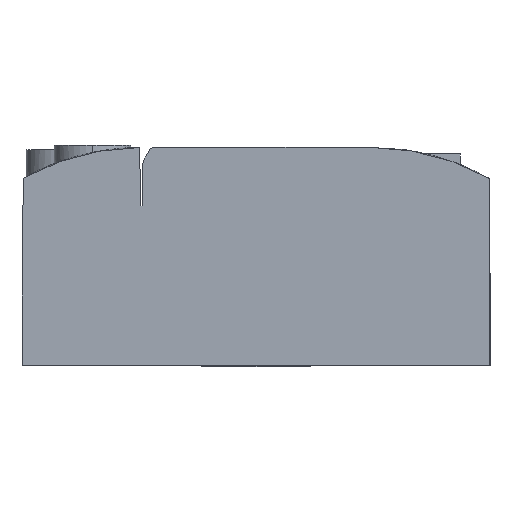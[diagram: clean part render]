
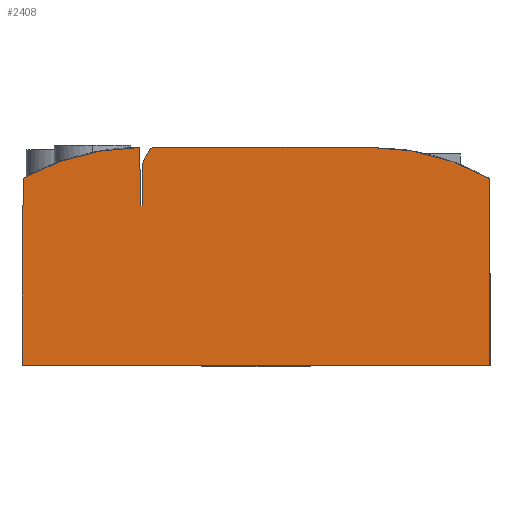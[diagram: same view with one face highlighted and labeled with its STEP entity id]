
A CAD part, left-side view. The second image highlights one B-rep face of the part: STEP entity #2408.
In plain terms, the highlighted planar face has unit normal (-1, 0, 0).
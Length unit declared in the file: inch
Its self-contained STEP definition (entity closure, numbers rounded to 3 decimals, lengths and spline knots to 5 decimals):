
#14 = EDGE_CURVE ( 'NONE', #3545, #373, #2447, .T. ) ;
#88 = AXIS2_PLACEMENT_3D ( 'NONE', #2458, #1140, #221 ) ;
#93 = VECTOR ( 'NONE', #616, 39.37008 ) ;
#110 = DIRECTION ( 'NONE',  ( 1., 0., 0. ) ) ;
#149 = CARTESIAN_POINT ( 'NONE',  ( -0.87598, 0.56287, -0.10067 ) ) ;
#195 = CARTESIAN_POINT ( 'NONE',  ( -0.87598, 1.14173, 0.7874 ) ) ;
#221 = DIRECTION ( 'NONE',  ( 0., 0., -1. ) ) ;
#240 = LINE ( 'NONE', #2652, #2820 ) ;
#255 = ORIENTED_EDGE ( 'NONE', *, *, #1595, .T. ) ;
#265 = CARTESIAN_POINT ( 'NONE',  ( -0.87598, 0.56783, 1.07058 ) ) ;
#283 = VECTOR ( 'NONE', #2197, 39.37008 ) ;
#328 = VECTOR ( 'NONE', #1260, 39.37008 ) ;
#373 = VERTEX_POINT ( 'NONE', #1106 ) ;
#405 = CIRCLE ( 'NONE', #3462, 0.01969 ) ;
#411 = EDGE_CURVE ( 'NONE', #1679, #861, #1510, .T. ) ;
#546 = DIRECTION ( 'NONE',  ( 0., 0., 1. ) ) ;
#594 = ORIENTED_EDGE ( 'NONE', *, *, #3255, .T. ) ;
#598 = ORIENTED_EDGE ( 'NONE', *, *, #14, .F. ) ;
#602 = CARTESIAN_POINT ( 'NONE',  ( -0.87598, -1.1316, 0.92358 ) ) ;
#616 = DIRECTION ( 'NONE',  ( 0., 0.017, -1. ) ) ;
#644 = CARTESIAN_POINT ( 'NONE',  ( -0.87598, -1.14173, 1.05118 ) ) ;
#660 = CARTESIAN_POINT ( 'NONE',  ( -0.87598, 1.13691, 0.7874 ) ) ;
#861 = VERTEX_POINT ( 'NONE', #265 ) ;
#918 = DIRECTION ( 'NONE',  ( 1., 0., 0. ) ) ;
#933 = DIRECTION ( 'NONE',  ( 0., 0., 1. ) ) ;
#970 = ORIENTED_EDGE ( 'NONE', *, *, #3567, .T. ) ;
#983 = ORIENTED_EDGE ( 'NONE', *, *, #3945, .F. ) ;
#1007 = CARTESIAN_POINT ( 'NONE',  ( -0.87598, 0.51752, 1.06119 ) ) ;
#1061 = VERTEX_POINT ( 'NONE', #195 ) ;
#1065 = DIRECTION ( 'NONE',  ( 0., 0., 1. ) ) ;
#1073 = ORIENTED_EDGE ( 'NONE', *, *, #411, .F. ) ;
#1089 = EDGE_CURVE ( 'NONE', #1061, #2488, #3678, .T. ) ;
#1106 = CARTESIAN_POINT ( 'NONE',  ( -0.87598, -1.14173, 0.00787 ) ) ;
#1134 = DIRECTION ( 'NONE',  ( 0., 0., 1. ) ) ;
#1140 = DIRECTION ( 'NONE',  ( 1., 0., 0. ) ) ;
#1141 = VECTOR ( 'NONE', #1995, 39.37008 ) ;
#1146 = LINE ( 'NONE', #3319, #1714 ) ;
#1195 = CIRCLE ( 'NONE', #1584, 0.01969 ) ;
#1222 = LINE ( 'NONE', #2702, #1141 ) ;
#1224 = PLANE ( 'NONE',  #88 ) ;
#1225 = CARTESIAN_POINT ( 'NONE',  ( -0.87598, 1.14173, 0.00787 ) ) ;
#1260 = DIRECTION ( 'NONE',  ( 0., 0., -1. ) ) ;
#1396 = EDGE_CURVE ( 'NONE', #3786, #3545, #1195, .T. ) ;
#1510 = CIRCLE ( 'NONE', #2740, 1.17126 ) ;
#1530 = CIRCLE ( 'NONE', #3985, 0.01969 ) ;
#1531 = DIRECTION ( 'NONE',  ( 0., 0.509, -0.861 ) ) ;
#1584 = AXIS2_PLACEMENT_3D ( 'NONE', #1963, #110, #2018 ) ;
#1585 = LINE ( 'NONE', #3170, #283 ) ;
#1595 = EDGE_CURVE ( 'NONE', #3364, #3818, #1146, .T. ) ;
#1679 = VERTEX_POINT ( 'NONE', #3281 ) ;
#1710 = EDGE_CURVE ( 'NONE', #1061, #3026, #1585, .T. ) ;
#1714 = VECTOR ( 'NONE', #3560, 39.37008 ) ;
#1782 = ORIENTED_EDGE ( 'NONE', *, *, #1396, .F. ) ;
#1846 = ORIENTED_EDGE ( 'NONE', *, *, #2972, .F. ) ;
#1866 = ORIENTED_EDGE ( 'NONE', *, *, #1710, .F. ) ;
#1963 = CARTESIAN_POINT ( 'NONE',  ( -0.87598, -1.12205, 0.90637 ) ) ;
#1984 = DIRECTION ( 'NONE',  ( 1., 0., 0. ) ) ;
#1988 = ORIENTED_EDGE ( 'NONE', *, *, #2484, .F. ) ;
#1995 = DIRECTION ( 'NONE',  ( 0., -1., 0. ) ) ;
#2015 = EDGE_CURVE ( 'NONE', #3364, #2312, #405, .T. ) ;
#2018 = DIRECTION ( 'NONE',  ( 0., 0., 1. ) ) ;
#2021 = EDGE_LOOP ( 'NONE', ( #2436, #3264, #255, #983, #594, #1073, #2198, #1866, #3844, #970, #598, #1782, #1846, #2220, #1988 ) ) ;
#2041 = CARTESIAN_POINT ( 'NONE',  ( -0.87598, 0.50058, 0.7874 ) ) ;
#2047 = DIRECTION ( 'NONE',  ( 0., 0., -1. ) ) ;
#2090 = CARTESIAN_POINT ( 'NONE',  ( -0.87598, 0.50058, 1.05118 ) ) ;
#2124 = CARTESIAN_POINT ( 'NONE',  ( -0.87598, 0.50058, 1.07087 ) ) ;
#2137 = FACE_OUTER_BOUND ( 'NONE', #2021, .T. ) ;
#2153 = CARTESIAN_POINT ( 'NONE',  ( -0.87598, 0.56289, 0.7874 ) ) ;
#2197 = DIRECTION ( 'NONE',  ( 0., -1., 0. ) ) ;
#2198 = ORIENTED_EDGE ( 'NONE', *, *, #2841, .T. ) ;
#2220 = ORIENTED_EDGE ( 'NONE', *, *, #2851, .T. ) ;
#2238 = VECTOR ( 'NONE', #1531, 39.37008 ) ;
#2245 = DIRECTION ( 'NONE',  ( 0., 1., 0. ) ) ;
#2312 = VERTEX_POINT ( 'NONE', #3375 ) ;
#2408 = ADVANCED_FACE ( 'NONE', ( #2137 ), #1224, .F. ) ;
#2413 = VERTEX_POINT ( 'NONE', #2153 ) ;
#2436 = ORIENTED_EDGE ( 'NONE', *, *, #2508, .T. ) ;
#2447 = LINE ( 'NONE', #644, #328 ) ;
#2458 = CARTESIAN_POINT ( 'NONE',  ( -0.87598, 0.50058, 1.05118 ) ) ;
#2484 = EDGE_CURVE ( 'NONE', #3827, #3352, #1530, .T. ) ;
#2486 = VECTOR ( 'NONE', #2047, 39.37008 ) ;
#2488 = VERTEX_POINT ( 'NONE', #1225 ) ;
#2501 = DIRECTION ( 'NONE',  ( 1., 0., 0. ) ) ;
#2508 = EDGE_CURVE ( 'NONE', #3827, #2312, #3070, .T. ) ;
#2652 = CARTESIAN_POINT ( 'NONE',  ( -0.87598, 0.56783, 1.07058 ) ) ;
#2702 = CARTESIAN_POINT ( 'NONE',  ( -0.87598, -1.14173, 0.00787 ) ) ;
#2740 = AXIS2_PLACEMENT_3D ( 'NONE', #149, #1984, #1065 ) ;
#2756 = CARTESIAN_POINT ( 'NONE',  ( -0.87598, 1.14173, 0.00787 ) ) ;
#2758 = CARTESIAN_POINT ( 'NONE',  ( -0.87598, -1.14173, 0.90637 ) ) ;
#2787 = VERTEX_POINT ( 'NONE', #3132 ) ;
#2816 = CARTESIAN_POINT ( 'NONE',  ( -0.87598, 0.5513, 0.99896 ) ) ;
#2820 = VECTOR ( 'NONE', #3939, 39.37008 ) ;
#2841 = EDGE_CURVE ( 'NONE', #1679, #3026, #4007, .T. ) ;
#2851 = EDGE_CURVE ( 'NONE', #2787, #3352, #3403, .T. ) ;
#2972 = EDGE_CURVE ( 'NONE', #2787, #3786, #3214, .T. ) ;
#3026 = VERTEX_POINT ( 'NONE', #660 ) ;
#3070 = LINE ( 'NONE', #3093, #2238 ) ;
#3093 = CARTESIAN_POINT ( 'NONE',  ( -0.87598, 0.54857, 1.00862 ) ) ;
#3117 = CARTESIAN_POINT ( 'NONE',  ( -0.87598, 1.13691, 0.7874 ) ) ;
#3129 = CARTESIAN_POINT ( 'NONE',  ( -0.87598, -0.56299, -0.10039 ) ) ;
#3132 = CARTESIAN_POINT ( 'NONE',  ( -0.87598, -0.56299, 1.07087 ) ) ;
#3159 = VECTOR ( 'NONE', #3325, 39.37008 ) ;
#3170 = CARTESIAN_POINT ( 'NONE',  ( -0.87598, 0.50058, 0.7874 ) ) ;
#3214 = CIRCLE ( 'NONE', #3468, 1.17126 ) ;
#3255 = EDGE_CURVE ( 'NONE', #2413, #861, #240, .T. ) ;
#3264 = ORIENTED_EDGE ( 'NONE', *, *, #2015, .F. ) ;
#3281 = CARTESIAN_POINT ( 'NONE',  ( -0.87598, 1.13457, 0.92159 ) ) ;
#3319 = CARTESIAN_POINT ( 'NONE',  ( -0.87598, 0.555, 0.7874 ) ) ;
#3325 = DIRECTION ( 'NONE',  ( 0., -1., 0. ) ) ;
#3335 = DIRECTION ( 'NONE',  ( 1., 0., 0. ) ) ;
#3344 = VECTOR ( 'NONE', #2245, 39.37008 ) ;
#3352 = VERTEX_POINT ( 'NONE', #3616 ) ;
#3364 = VERTEX_POINT ( 'NONE', #2816 ) ;
#3375 = CARTESIAN_POINT ( 'NONE',  ( -0.87598, 0.54857, 1.00862 ) ) ;
#3403 = LINE ( 'NONE', #2124, #3344 ) ;
#3462 = AXIS2_PLACEMENT_3D ( 'NONE', #3709, #918, #1134 ) ;
#3468 = AXIS2_PLACEMENT_3D ( 'NONE', #3129, #2501, #933 ) ;
#3545 = VERTEX_POINT ( 'NONE', #2758 ) ;
#3560 = DIRECTION ( 'NONE',  ( 0., 0.017, -1. ) ) ;
#3567 = EDGE_CURVE ( 'NONE', #2488, #373, #1222, .T. ) ;
#3616 = CARTESIAN_POINT ( 'NONE',  ( -0.87598, 0.50058, 1.07087 ) ) ;
#3647 = LINE ( 'NONE', #2041, #3159 ) ;
#3678 = LINE ( 'NONE', #2756, #2486 ) ;
#3709 = CARTESIAN_POINT ( 'NONE',  ( -0.87598, 0.53162, 0.99861 ) ) ;
#3786 = VERTEX_POINT ( 'NONE', #602 ) ;
#3818 = VERTEX_POINT ( 'NONE', #3830 ) ;
#3827 = VERTEX_POINT ( 'NONE', #1007 ) ;
#3830 = CARTESIAN_POINT ( 'NONE',  ( -0.87598, 0.555, 0.7874 ) ) ;
#3844 = ORIENTED_EDGE ( 'NONE', *, *, #1089, .T. ) ;
#3939 = DIRECTION ( 'NONE',  ( 0., 0.017, 1. ) ) ;
#3945 = EDGE_CURVE ( 'NONE', #2413, #3818, #3647, .T. ) ;
#3985 = AXIS2_PLACEMENT_3D ( 'NONE', #2090, #3335, #546 ) ;
#4007 = LINE ( 'NONE', #3117, #93 ) ;
